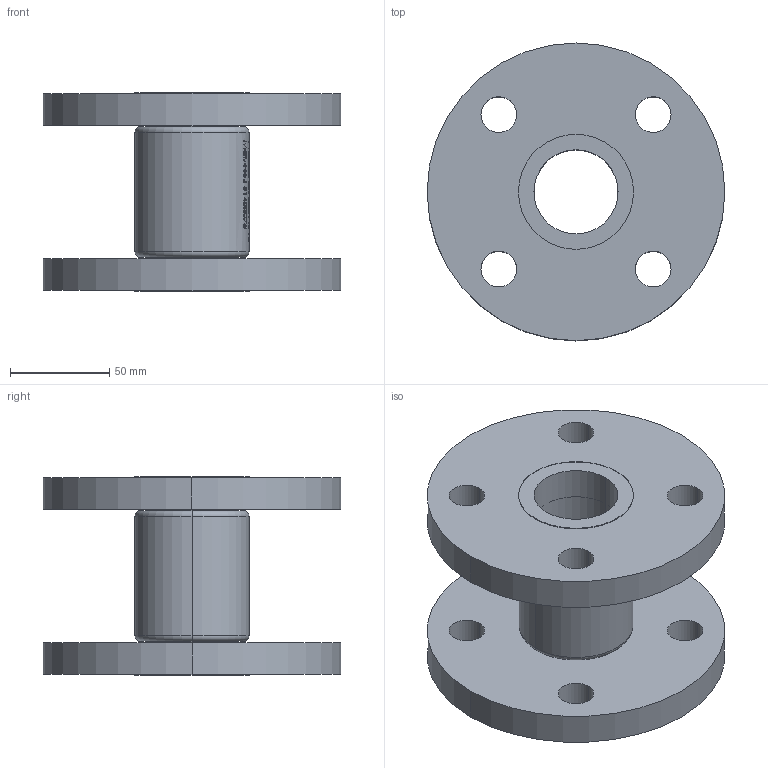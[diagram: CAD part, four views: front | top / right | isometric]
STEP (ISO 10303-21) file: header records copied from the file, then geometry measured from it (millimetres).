
FILE_DESCRIPTION (( 'STEP AP214' ), '1' );
FILE_NAME ('7150000_DN040_PN16_51422075.STEP', '2022-02-02T07:07:06', ( 'axxx' ), ( 'Hewlett-Packard Company' ), 'SwSTEP 2.0', 'SolidWorks 2019', '' );
FILE_SCHEMA (( 'AUTOMOTIVE_DESIGN' ));
Length unit declared in the file: millimetre
Products named in the file (1): 7150000_DN040_PN16_51422075
Bounding box: 150 x 150 x 100 mm (x, y, z)
Volume: 566102.8 mm3; surface area: 111832.3 mm2
Topology: 1 solids, 1 shells, 524 faces, 1358 edges, 904 vertices
Faces by surface type: plane 258, bspline 210, cylinder 48, torus 8
Entity records: 28059 total; most frequent: CARTESIAN_POINT 16602, ORIENTED_EDGE 2716, DIRECTION 1660, EDGE_CURVE 1358, VERTEX_POINT 904, LINE 748, VECTOR 748, EDGE_LOOP 610
